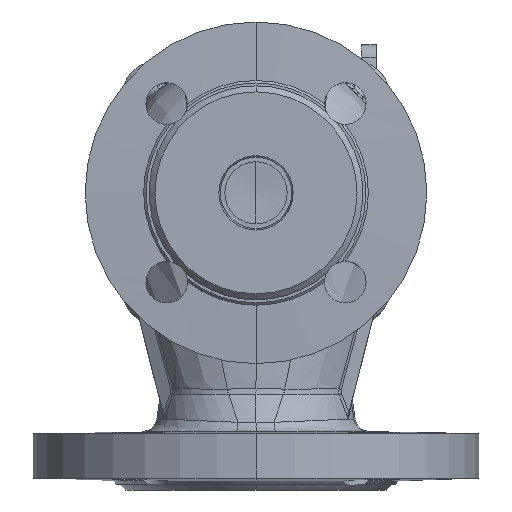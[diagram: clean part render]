
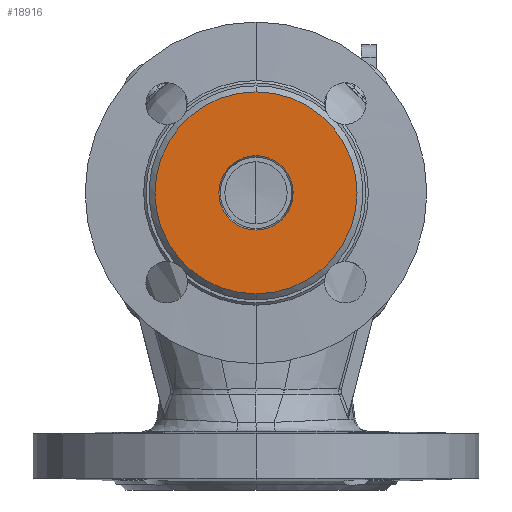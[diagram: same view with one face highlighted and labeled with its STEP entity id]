
A CAD part, front view. The second image highlights one B-rep face of the part: STEP entity #18916.
In plain terms, the highlighted planar face has unit normal (0, -1, 0).
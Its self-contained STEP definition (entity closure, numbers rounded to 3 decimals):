
#5696=CARTESIAN_POINT('',(0.,-105.,0.));
#5697=DIRECTION('',(0.,1.,0.));
#5698=DIRECTION('',(0.,0.,-1.));
#5699=AXIS2_PLACEMENT_3D('',#5696,#5697,#5698);
#5701=CARTESIAN_POINT('',(0.,-105.,0.));
#5702=DIRECTION('',(0.,-1.,0.));
#5703=DIRECTION('',(0.,0.,-1.));
#5704=AXIS2_PLACEMENT_3D('',#5701,#5702,#5703);
#5710=CARTESIAN_POINT('',(0.,-105.,0.));
#5711=DIRECTION('',(0.,-1.,0.));
#5712=DIRECTION('',(0.,0.,-1.));
#5713=AXIS2_PLACEMENT_3D('',#5710,#5711,#5712);
#5737=CARTESIAN_POINT('',(0.,-105.,0.));
#5738=DIRECTION('',(0.,1.,0.));
#5739=DIRECTION('',(0.,0.,-1.));
#5740=AXIS2_PLACEMENT_3D('',#5737,#5738,#5739);
#7227=CARTESIAN_POINT('',(0.,-105.,-12.5));
#7228=CARTESIAN_POINT('',(0.,-105.,12.5));
#7229=VERTEX_POINT('',#7227);
#7230=VERTEX_POINT('',#7228);
#7419=CARTESIAN_POINT('',(0.,-105.,-34.));
#7421=VERTEX_POINT('',#7419);
#7423=CARTESIAN_POINT('',(0.,-105.,34.));
#7425=VERTEX_POINT('',#7423);
#18901=CARTESIAN_POINT('',(0.,-105.,0.));
#18902=DIRECTION('',(0.,1.,0.));
#18903=DIRECTION('',(0.,0.,-1.));
#18904=AXIS2_PLACEMENT_3D('',#18901,#18902,#18903);
#18905=PLANE('',#18904);
#18906=ORIENTED_EDGE('',*,*,#18782,.T.);
#18907=ORIENTED_EDGE('',*,*,#18804,.F.);
#18908=EDGE_LOOP('',(#18906,#18907));
#18909=FACE_OUTER_BOUND('',#18908,.F.);
#18911=ORIENTED_EDGE('',*,*,#18910,.T.);
#18913=ORIENTED_EDGE('',*,*,#18912,.F.);
#18914=EDGE_LOOP('',(#18911,#18913));
#18915=FACE_BOUND('',#18914,.F.);
#18916=ADVANCED_FACE('',(#18909,#18915),#18905,.F.);
#5700=CIRCLE('',#5699,34.);
#5705=CIRCLE('',#5704,34.);
#5714=CIRCLE('',#5713,12.5);
#5741=CIRCLE('',#5740,12.5);
#18782=EDGE_CURVE('',#7421,#7425,#5700,.T.);
#18804=EDGE_CURVE('',#7421,#7425,#5705,.T.);
#18910=EDGE_CURVE('',#7229,#7230,#5714,.T.);
#18912=EDGE_CURVE('',#7229,#7230,#5741,.T.);
